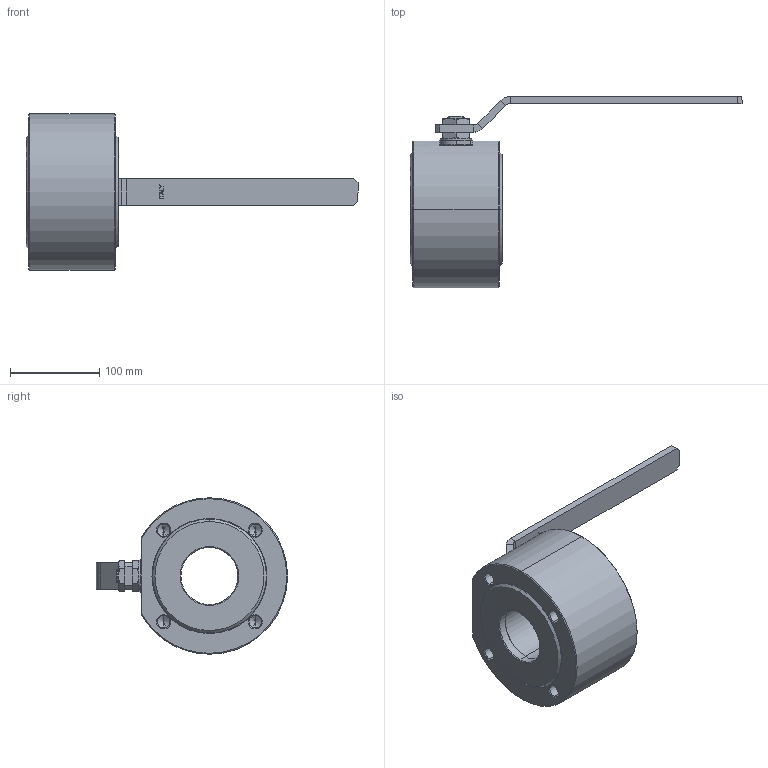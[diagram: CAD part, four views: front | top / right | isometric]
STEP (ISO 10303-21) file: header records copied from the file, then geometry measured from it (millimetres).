
FILE_DESCRIPTION (( 'STEP AP203' ), '1' );
FILE_NAME ('72200012.STEP', '2009-07-16T08:24:26', ( 'valpress' ), ( 'idem' ), 'SwSTEP 2.0', 'SolidWorks 2008', '' );
FILE_SCHEMA (( 'CONFIG_CONTROL_DESIGN' ));
Length unit declared in the file: millimetre
Products named in the file (1): 72200012
Bounding box: 371.5 x 214 x 175 mm (x, y, z)
Volume: 2052374.7 mm3; surface area: 168849.4 mm2
Topology: 1 solids, 1 shells, 356 faces, 865 edges, 510 vertices
Faces by surface type: plane 124, cone 117, cylinder 93, torus 18, bspline 4
Entity records: 11065 total; most frequent: CARTESIAN_POINT 2743, DIRECTION 1751, ORIENTED_EDGE 1690, EDGE_CURVE 845, AXIS2_PLACEMENT_3D 653, VERTEX_POINT 510, VECTOR 445, LINE 445
